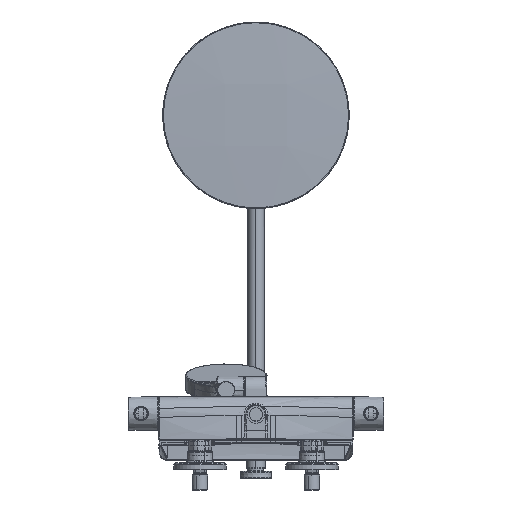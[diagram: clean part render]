
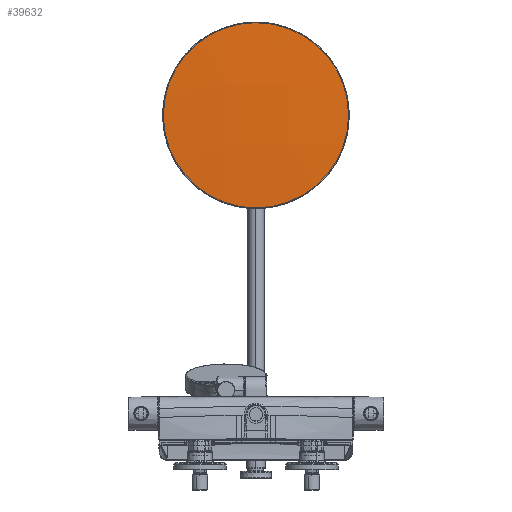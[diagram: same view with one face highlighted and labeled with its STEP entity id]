
A CAD part, front view. The second image highlights one B-rep face of the part: STEP entity #39632.
In plain terms, the highlighted free-form (B-spline) face has degree [3, 3] with [4, 4] control points.
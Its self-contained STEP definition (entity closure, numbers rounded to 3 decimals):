
#1071 = AXIS2_PLACEMENT_3D ( 'NONE', #56232, #61878, #28130 ) ;
#1687 = CIRCLE ( 'NONE', #39251, 124.039 ) ;
#5823 = CARTESIAN_POINT ( 'NONE',  ( 42.375, 85.979, 603.105 ) ) ;
#6314 = CARTESIAN_POINT ( 'NONE',  ( 42.375, 81.545, 350.591 ) ) ;
#7777 = CARTESIAN_POINT ( 'NONE',  ( 124.039, 84.66, 476.565 ) ) ;
#8168 = DIRECTION ( 'NONE',  ( -1., 0., 0. ) ) ;
#9120 = EDGE_CURVE ( 'NONE', #45141, #58691, #1687, .T. ) ;
#9149 = CIRCLE ( 'NONE', #1071, 124.039 ) ;
#11489 = CARTESIAN_POINT ( 'NONE',  ( -41.627, 85.966, 603.105 ) ) ;
#11966 = CARTESIAN_POINT ( 'NONE',  ( -125.531, 84.455, 518.902 ) ) ;
#16989 = CARTESIAN_POINT ( 'NONE',  ( -124.039, 84.66, 476.565 ) ) ;
#17860 = CARTESIAN_POINT ( 'NONE',  ( 42.375, 78.942, 434.801 ) ) ;
#23304 = CARTESIAN_POINT ( 'NONE',  ( -125.531, 85.578, 350.715 ) ) ;
#26829 = ORIENTED_EDGE ( 'NONE', *, *, #9120, .T. ) ;
#28130 = DIRECTION ( 'NONE',  ( -1., 0., 0. ) ) ;
#29915 = DIRECTION ( 'NONE',  ( 0., -1., 0.017 ) ) ;
#31125 = EDGE_CURVE ( 'NONE', #58691, #45141, #9149, .T. ) ;
#34455 = CARTESIAN_POINT ( 'NONE',  ( 126.279, 83.015, 434.795 ) ) ;
#36286 =( BOUNDED_SURFACE ( )  B_SPLINE_SURFACE ( 3, 3, ( 
 ( #55655, #68161, #34455, #57342 ),
 ( #5823, #62521, #17860, #6314 ),
 ( #11489, #40644, #68412, #40140 ),
 ( #50958, #11966, #46285, #23304 ) ),
 .UNSPECIFIED., .F., .F., .T. ) 
 B_SPLINE_SURFACE_WITH_KNOTS ( ( 4, 4 ),
 ( 4, 4 ),
 ( 0., 1. ),
 ( 0., 1. ),
 .UNSPECIFIED. ) 
 GEOMETRIC_REPRESENTATION_ITEM ( )  RATIONAL_B_SPLINE_SURFACE ( (
 ( 1., 0.999, 0.999, 1.),
 ( 0.999, 0.998, 0.998, 0.999),
 ( 0.999, 0.998, 0.998, 0.999),
 ( 1., 0.999, 0.999, 1.) ) ) 
 REPRESENTATION_ITEM ( '' )  SURFACE ( )  );
#36869 = ORIENTED_EDGE ( 'NONE', *, *, #31125, .T. ) ;
#39251 = AXIS2_PLACEMENT_3D ( 'NONE', #42001, #29915, #8168 ) ;
#39632 = ADVANCED_FACE ( 'NONE', ( #59179 ), #36286, .T. ) ;
#40140 = CARTESIAN_POINT ( 'NONE',  ( -41.627, 81.533, 350.59 ) ) ;
#40644 = CARTESIAN_POINT ( 'NONE',  ( -41.627, 80.408, 519.038 ) ) ;
#42001 = CARTESIAN_POINT ( 'NONE',  ( 0., 84.66, 476.565 ) ) ;
#45141 = VERTEX_POINT ( 'NONE', #16989 ) ;
#46285 = CARTESIAN_POINT ( 'NONE',  ( -125.531, 82.978, 434.795 ) ) ;
#50958 = CARTESIAN_POINT ( 'NONE',  ( -125.531, 90.005, 602.838 ) ) ;
#55585 = EDGE_LOOP ( 'NONE', ( #26829, #36869 ) ) ;
#55655 = CARTESIAN_POINT ( 'NONE',  ( 126.279, 90.041, 602.836 ) ) ;
#56232 = CARTESIAN_POINT ( 'NONE',  ( 0., 84.66, 476.565 ) ) ;
#57342 = CARTESIAN_POINT ( 'NONE',  ( 126.279, 85.614, 350.716 ) ) ;
#58691 = VERTEX_POINT ( 'NONE', #7777 ) ;
#59179 = FACE_OUTER_BOUND ( 'NONE', #55585, .T. ) ;
#61878 = DIRECTION ( 'NONE',  ( 0., -1., 0.017 ) ) ;
#62521 = CARTESIAN_POINT ( 'NONE',  ( 42.375, 80.421, 519.038 ) ) ;
#68161 = CARTESIAN_POINT ( 'NONE',  ( 126.279, 84.491, 518.901 ) ) ;
#68412 = CARTESIAN_POINT ( 'NONE',  ( -41.627, 78.929, 434.801 ) ) ;
